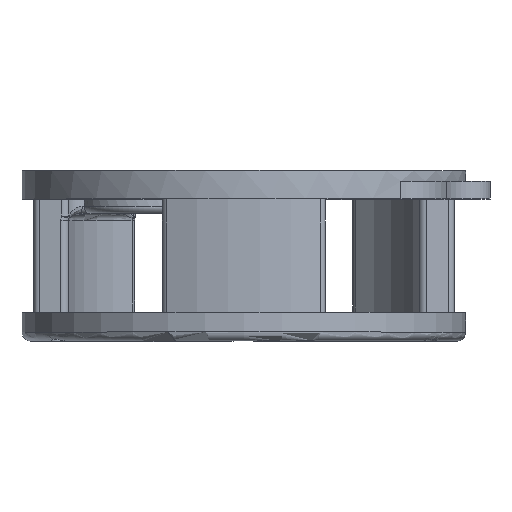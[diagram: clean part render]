
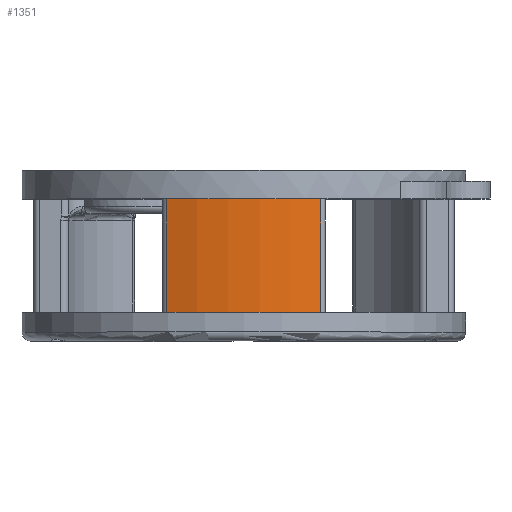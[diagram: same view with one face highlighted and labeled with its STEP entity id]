
A CAD part, top view. The second image highlights one B-rep face of the part: STEP entity #1351.
In plain terms, the highlighted cylindrical face has radius 30 mm (diameter 60 mm), a partial arc.
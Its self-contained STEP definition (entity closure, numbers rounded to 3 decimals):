
#126=FACE_OUTER_BOUND('',#197,.T.);
#197=EDGE_LOOP('',(#983,#984,#985,#986));
#283=LINE('',#2311,#343);
#293=LINE('',#2346,#353);
#343=VECTOR('',#1754,10.);
#353=VECTOR('',#1790,10.);
#420=CIRCLE('',#1481,30.);
#421=CIRCLE('',#1482,30.);
#551=VERTEX_POINT('',#2304);
#554=VERTEX_POINT('',#2309);
#565=VERTEX_POINT('',#2343);
#566=VERTEX_POINT('',#2345);
#715=EDGE_CURVE('',#554,#551,#283,.T.);
#732=EDGE_CURVE('',#565,#566,#293,.T.);
#734=EDGE_CURVE('',#566,#554,#420,.T.);
#735=EDGE_CURVE('',#565,#551,#421,.T.);
#983=ORIENTED_EDGE('',*,*,#715,.F.);
#984=ORIENTED_EDGE('',*,*,#734,.F.);
#985=ORIENTED_EDGE('',*,*,#732,.F.);
#986=ORIENTED_EDGE('',*,*,#735,.T.);
#1302=CYLINDRICAL_SURFACE('',#1480,30.);
#1351=ADVANCED_FACE('',(#126),#1302,.T.);
#1480=AXIS2_PLACEMENT_3D('',#2348,#1793,#1794);
#1481=AXIS2_PLACEMENT_3D('',#2349,#1795,#1796);
#1482=AXIS2_PLACEMENT_3D('',#2350,#1797,#1798);
#1754=DIRECTION('',(0.,1.,0.));
#1790=DIRECTION('',(0.,-1.,0.));
#1793=DIRECTION('center_axis',(0.,-1.,0.));
#1794=DIRECTION('ref_axis',(0.827,0.,0.562));
#1795=DIRECTION('center_axis',(0.,-1.,0.));
#1796=DIRECTION('ref_axis',(0.827,0.,0.562));
#1797=DIRECTION('center_axis',(0.,-1.,0.));
#1798=DIRECTION('ref_axis',(0.827,0.,0.562));
#2304=CARTESIAN_POINT('',(-10.841,-2.,27.973));
#2309=CARTESIAN_POINT('',(-10.841,-18.,27.973));
#2311=CARTESIAN_POINT('',(-10.841,-2.,27.973));
#2343=CARTESIAN_POINT('',(10.841,-2.,27.973));
#2345=CARTESIAN_POINT('',(10.841,-18.,27.973));
#2346=CARTESIAN_POINT('',(10.841,-2.,27.973));
#2348=CARTESIAN_POINT('Origin',(0.,-2.,0.));
#2349=CARTESIAN_POINT('Origin',(0.,-18.,0.));
#2350=CARTESIAN_POINT('Origin',(0.,-2.,0.));
